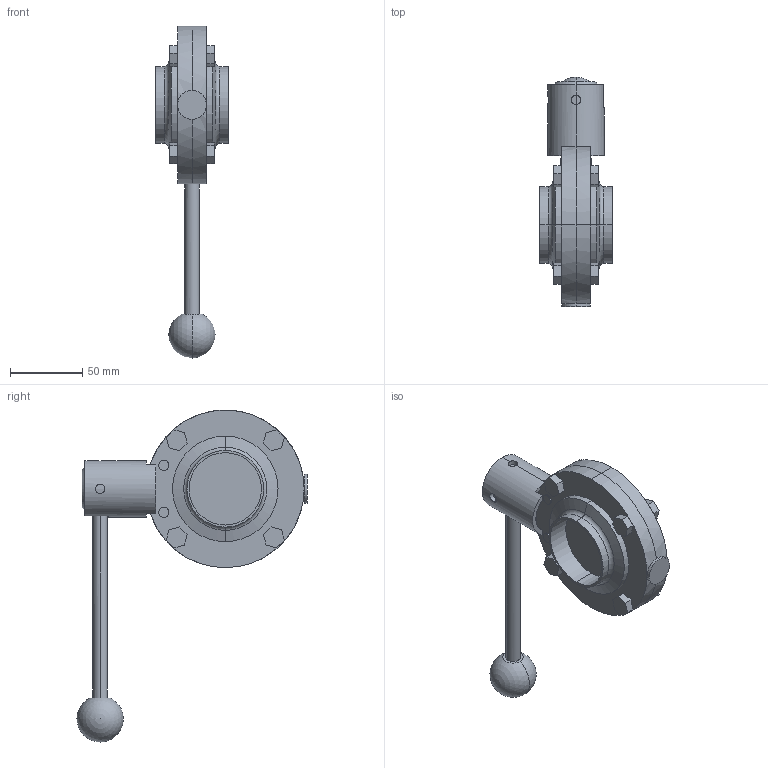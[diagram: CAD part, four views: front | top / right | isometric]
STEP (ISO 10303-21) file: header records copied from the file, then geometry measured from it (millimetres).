
FILE_DESCRIPTION (( 'STEP AP203' ), '1' );
FILE_NAME ('A480 W_W DIN 050 & 2P_10.010.16.0022.STEP', '2020-10-01T06:07:53', ( '' ), ( '' ), 'SwSTEP 2.0', 'SolidWorks 2018', '' );
FILE_SCHEMA (( 'CONFIG_CONTROL_DESIGN' ));
Length unit declared in the file: millimetre
Products named in the file (7): 10.400.15.0002_Est…ndard; 10.010.15.0001_DIN 050; 10.400.15.0001_DN-80-100 (Papallona) - 65 (Bola); 10.400.16.0001_DN-025-100 - CLOSE; A480 W_W DIN 050 & 2P_10.010.16.0022; 10.010.15.0003_W DIN 050; 10.010.16.0001_A480 W_W DIN 050
Assembly tree (7 placements, depth 3):
  A480 W_W DIN 050 & 2P_10.010.16.0022
    10.010.16.0001_A480 W_W DIN 050
      10.010.15.0001_DIN 050
      10.010.15.0003_W DIN 050  x2
    10.400.16.0001_DN-025-100 - CLOSE
      10.400.15.0001_DN-80-100 (Papallona) - 65 (Bola)
      10.400.15.0002_Est…ndard
Bounding box: 50 x 159 x 229.5 mm (x, y, z)
Volume: 301049.8 mm3; surface area: 85102.4 mm2
Topology: 5 solids, 5 shells, 150 faces, 370 edges, 242 vertices
Faces by surface type: plane 96, cylinder 42, cone 6, torus 4, sphere 2
Entity records: 4110 total; most frequent: CARTESIAN_POINT 938, DIRECTION 525, ORIENTED_EDGE 490, EDGE_CURVE 245, AXIS2_PLACEMENT_3D 188, VERTEX_POINT 161, VECTOR 149, LINE 149
